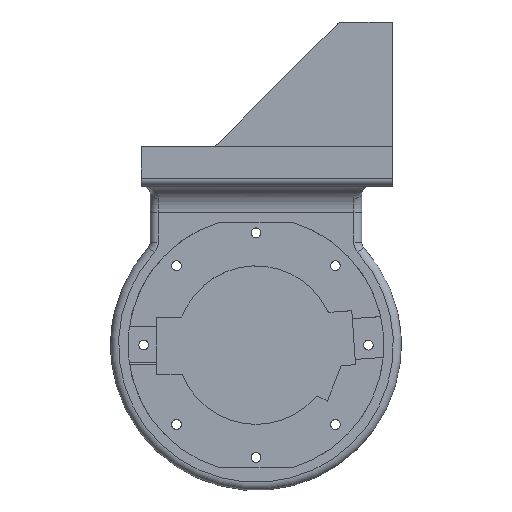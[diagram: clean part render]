
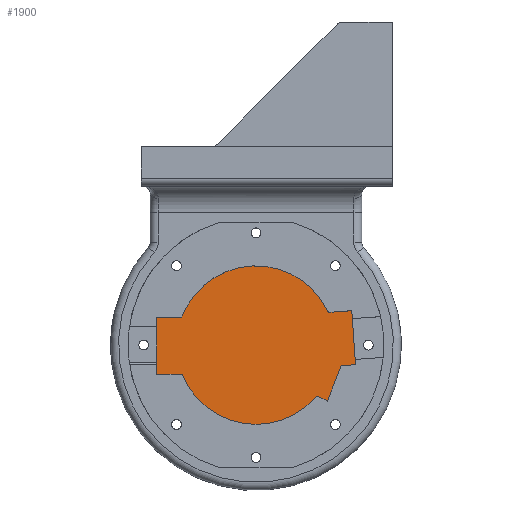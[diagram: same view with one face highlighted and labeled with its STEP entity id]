
A CAD part, top view. The second image highlights one B-rep face of the part: STEP entity #1900.
In plain terms, the highlighted planar face has unit normal (0, 0, 1).
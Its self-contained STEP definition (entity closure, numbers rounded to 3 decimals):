
#132=CIRCLE('',#2018,1.);
#134=CIRCLE('',#2021,1.);
#138=CIRCLE('',#2035,30.);
#145=CIRCLE('',#2044,30.);
#254=FACE_OUTER_BOUND('',#368,.T.);
#368=EDGE_LOOP('',(#1366,#1367,#1368,#1369,#1370,#1371,#1372,#1373,#1374,
#1375,#1376,#1377,#1378,#1379,#1380,#1381));
#503=LINE('',#2829,#659);
#509=LINE('',#2850,#665);
#511=LINE('',#2854,#667);
#518=LINE('',#2893,#674);
#523=LINE('',#2914,#679);
#526=LINE('',#2920,#682);
#529=LINE('',#2926,#685);
#532=LINE('',#2932,#688);
#538=LINE('',#2948,#694);
#540=LINE('',#2951,#696);
#550=LINE('',#3007,#706);
#551=LINE('',#3008,#707);
#659=VECTOR('',#2233,10.);
#665=VECTOR('',#2249,10.);
#667=VECTOR('',#2253,10.);
#674=VECTOR('',#2264,10.);
#679=VECTOR('',#2283,10.);
#682=VECTOR('',#2288,10.);
#685=VECTOR('',#2293,10.);
#688=VECTOR('',#2298,10.);
#694=VECTOR('',#2310,10.);
#696=VECTOR('',#2314,10.);
#706=VECTOR('',#2352,10.);
#707=VECTOR('',#2353,10.);
#813=VERTEX_POINT('',#2823);
#815=VERTEX_POINT('',#2827);
#825=VERTEX_POINT('',#2848);
#826=VERTEX_POINT('',#2853);
#829=VERTEX_POINT('',#2860);
#834=VERTEX_POINT('',#2891);
#835=VERTEX_POINT('',#2895);
#836=VERTEX_POINT('',#2896);
#839=VERTEX_POINT('',#2904);
#840=VERTEX_POINT('',#2905);
#843=VERTEX_POINT('',#2913);
#845=VERTEX_POINT('',#2919);
#847=VERTEX_POINT('',#2925);
#849=VERTEX_POINT('',#2931);
#856=VERTEX_POINT('',#2946);
#868=VERTEX_POINT('',#3006);
#996=EDGE_CURVE('',#815,#813,#503,.T.);
#1006=EDGE_CURVE('',#825,#815,#509,.T.);
#1008=EDGE_CURVE('',#826,#825,#511,.T.);
#1017=EDGE_CURVE('',#834,#829,#518,.T.);
#1018=EDGE_CURVE('',#835,#836,#132,.T.);
#1022=EDGE_CURVE('',#839,#840,#134,.T.);
#1026=EDGE_CURVE('',#843,#839,#523,.T.);
#1029=EDGE_CURVE('',#845,#843,#526,.T.);
#1032=EDGE_CURVE('',#847,#845,#529,.T.);
#1035=EDGE_CURVE('',#849,#847,#532,.T.);
#1043=EDGE_CURVE('',#856,#849,#538,.T.);
#1045=EDGE_CURVE('',#836,#834,#540,.T.);
#1055=EDGE_CURVE('',#813,#835,#138,.T.);
#1064=EDGE_CURVE('',#840,#826,#145,.T.);
#1065=EDGE_CURVE('',#868,#856,#550,.T.);
#1066=EDGE_CURVE('',#829,#868,#551,.T.);
#1366=ORIENTED_EDGE('',*,*,#1064,.F.);
#1367=ORIENTED_EDGE('',*,*,#1022,.F.);
#1368=ORIENTED_EDGE('',*,*,#1026,.F.);
#1369=ORIENTED_EDGE('',*,*,#1029,.F.);
#1370=ORIENTED_EDGE('',*,*,#1032,.F.);
#1371=ORIENTED_EDGE('',*,*,#1035,.F.);
#1372=ORIENTED_EDGE('',*,*,#1043,.F.);
#1373=ORIENTED_EDGE('',*,*,#1065,.F.);
#1374=ORIENTED_EDGE('',*,*,#1066,.F.);
#1375=ORIENTED_EDGE('',*,*,#1017,.F.);
#1376=ORIENTED_EDGE('',*,*,#1045,.F.);
#1377=ORIENTED_EDGE('',*,*,#1018,.F.);
#1378=ORIENTED_EDGE('',*,*,#1055,.F.);
#1379=ORIENTED_EDGE('',*,*,#996,.F.);
#1380=ORIENTED_EDGE('',*,*,#1006,.F.);
#1381=ORIENTED_EDGE('',*,*,#1008,.F.);
#1842=PLANE('',#2043);
#1900=ADVANCED_FACE('',(#254),#1842,.T.);
#2018=AXIS2_PLACEMENT_3D('',#2897,#2267,#2268);
#2021=AXIS2_PLACEMENT_3D('',#2906,#2275,#2276);
#2035=AXIS2_PLACEMENT_3D('',#2988,#2330,#2331);
#2043=AXIS2_PLACEMENT_3D('',#3004,#2348,#2349);
#2044=AXIS2_PLACEMENT_3D('',#3005,#2350,#2351);
#2233=DIRECTION('',(1.,0.,0.));
#2249=DIRECTION('',(0.,1.,0.));
#2253=DIRECTION('',(-1.,0.,0.));
#2264=DIRECTION('',(0.069,-0.998,0.));
#2267=DIRECTION('center_axis',(0.,0.,
1.));
#2268=DIRECTION('ref_axis',(-0.901,-0.434,0.));
#2275=DIRECTION('center_axis',(0.,0.,
1.));
#2276=DIRECTION('ref_axis',(0.391,0.92,0.));
#2283=DIRECTION('',(-0.92,0.391,0.));
#2288=DIRECTION('',(-0.87,0.493,0.));
#2293=DIRECTION('',(-0.369,-0.929,0.));
#2298=DIRECTION('',(-0.998,-0.069,0.));
#2310=DIRECTION('',(0.069,-0.998,0.));
#2314=DIRECTION('',(0.998,0.069,0.));
#2330=DIRECTION('center_axis',(0.,0.,-1.));
#2331=DIRECTION('ref_axis',(0.949,0.316,0.));
#2348=DIRECTION('center_axis',(0.,0.,
1.));
#2349=DIRECTION('ref_axis',(-1.,0.,0.));
#2350=DIRECTION('center_axis',(0.,0.,-1.));
#2351=DIRECTION('ref_axis',(-0.968,-0.25,0.));
#2352=DIRECTION('',(-0.175,-0.985,0.));
#2353=DIRECTION('',(0.998,0.069,0.));
#2823=CARTESIAN_POINT('',(-224.594,10.829,3.533));
#2827=CARTESIAN_POINT('',(-234.135,10.829,3.533));
#2829=CARTESIAN_POINT('',(-215.314,10.829,3.533));
#2848=CARTESIAN_POINT('',(-234.135,-10.92,3.533));
#2850=CARTESIAN_POINT('',(-234.135,-7.411,3.533));
#2853=CARTESIAN_POINT('',(-224.41,-10.92,3.533));
#2854=CARTESIAN_POINT('',(-210.452,-10.92,3.533));
#2860=CARTESIAN_POINT('',(-160.064,10.22,3.533));
#2891=CARTESIAN_POINT('',(-160.272,13.213,3.533));
#2893=CARTESIAN_POINT('',(-159.767,5.95,3.533));
#2895=CARTESIAN_POINT('',(-169.512,13.202,3.533));
#2896=CARTESIAN_POINT('',(-168.541,12.638,3.533));
#2897=CARTESIAN_POINT('Origin',(-168.611,13.636,3.533));
#2904=CARTESIAN_POINT('',(-172.82,-19.299,3.533));
#2905=CARTESIAN_POINT('',(-173.964,-19.561,3.533));
#2906=CARTESIAN_POINT('Origin',(-173.211,-20.22,3.533));
#2913=CARTESIAN_POINT('',(-172.001,-19.648,3.533));
#2914=CARTESIAN_POINT('',(-185.207,-14.036,3.533));
#2919=CARTESIAN_POINT('',(-169.583,-21.019,3.533));
#2920=CARTESIAN_POINT('',(-183.435,-13.161,3.533));
#2925=CARTESIAN_POINT('',(-164.247,-7.593,3.533));
#2926=CARTESIAN_POINT('',(-165.813,-11.534,3.533));
#2931=CARTESIAN_POINT('',(-158.851,-7.218,3.533));
#2932=CARTESIAN_POINT('',(-177.466,-8.513,3.533));
#2946=CARTESIAN_POINT('',(-160.029,9.715,3.533));
#2948=CARTESIAN_POINT('',(-159.767,5.95,3.533));
#2951=CARTESIAN_POINT('',(-183.022,11.631,3.533));
#2988=CARTESIAN_POINT('Origin',(-196.544,0.191,3.533));
#3004=CARTESIAN_POINT('Origin',(-195.315,0.191,3.533));
#3005=CARTESIAN_POINT('Origin',(-196.544,0.191,3.533));
#3006=CARTESIAN_POINT('',(-159.937,10.229,3.533));
#3007=CARTESIAN_POINT('',(-159.937,10.229,3.533));
#3008=CARTESIAN_POINT('',(-159.937,10.229,3.533));
